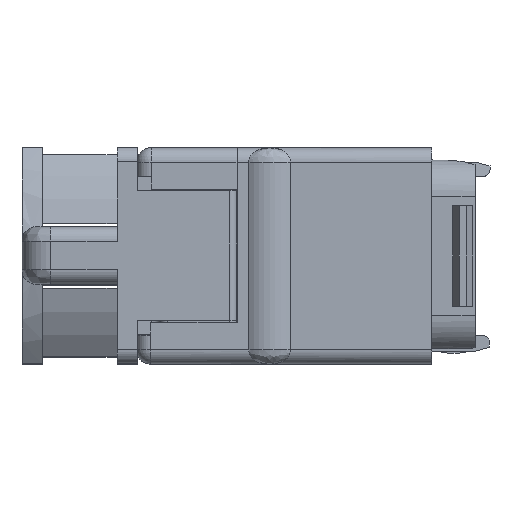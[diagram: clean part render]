
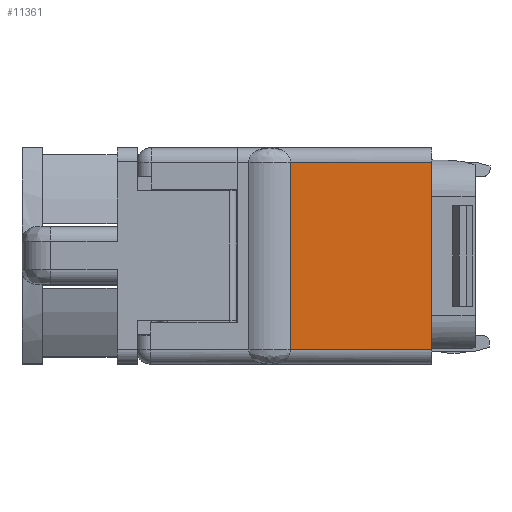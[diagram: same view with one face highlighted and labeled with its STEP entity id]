
A CAD part, left-side view. The second image highlights one B-rep face of the part: STEP entity #11361.
In plain terms, the highlighted planar face has unit normal (-1, 0, 0).
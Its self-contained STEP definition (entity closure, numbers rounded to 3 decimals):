
#2214=DIRECTION('',(0.,0.,-1.));
#2215=VECTOR('',#2214,13.);
#2216=CARTESIAN_POINT('',(-22.25,9.805,14.));
#2217=LINE('',#2216,#2215);
#2235=DIRECTION('',(0.,-1.,0.));
#2236=VECTOR('',#2235,9.805);
#2237=CARTESIAN_POINT('',(-22.25,9.805,14.));
#2238=LINE('',#2237,#2236);
#2477=DIRECTION('',(0.,0.,1.));
#2478=VECTOR('',#2477,13.);
#2479=CARTESIAN_POINT('',(-22.25,0.,1.));
#2480=LINE('',#2479,#2478);
#2511=DIRECTION('',(0.,-1.,0.));
#2512=VECTOR('',#2511,9.805);
#2513=CARTESIAN_POINT('',(-22.25,9.805,1.));
#2514=LINE('',#2513,#2512);
#7328=CARTESIAN_POINT('',(-22.25,0.,14.));
#7330=VERTEX_POINT('',#7328);
#7332=CARTESIAN_POINT('',(-22.25,0.,1.));
#7334=VERTEX_POINT('',#7332);
#7511=CARTESIAN_POINT('',(-22.25,9.805,14.));
#7512=CARTESIAN_POINT('',(-22.25,9.805,1.));
#7513=VERTEX_POINT('',#7511);
#7514=VERTEX_POINT('',#7512);
#11347=CARTESIAN_POINT('',(-22.25,20.5,0.));
#11348=DIRECTION('',(-1.,0.,0.));
#11349=DIRECTION('',(0.,-1.,0.));
#11350=AXIS2_PLACEMENT_3D('',#11347,#11348,#11349);
#11351=PLANE('',#11350);
#11352=ORIENTED_EDGE('',*,*,#11337,.F.);
#11354=ORIENTED_EDGE('',*,*,#11353,.T.);
#11356=ORIENTED_EDGE('',*,*,#11355,.F.);
#11358=ORIENTED_EDGE('',*,*,#11357,.F.);
#11359=EDGE_LOOP('',(#11352,#11354,#11356,#11358));
#11360=FACE_OUTER_BOUND('',#11359,.F.);
#11361=ADVANCED_FACE('',(#11360),#11351,.T.);
#11337=EDGE_CURVE('',#7513,#7514,#2217,.T.);
#11353=EDGE_CURVE('',#7513,#7330,#2238,.T.);
#11355=EDGE_CURVE('',#7334,#7330,#2480,.T.);
#11357=EDGE_CURVE('',#7514,#7334,#2514,.T.);
